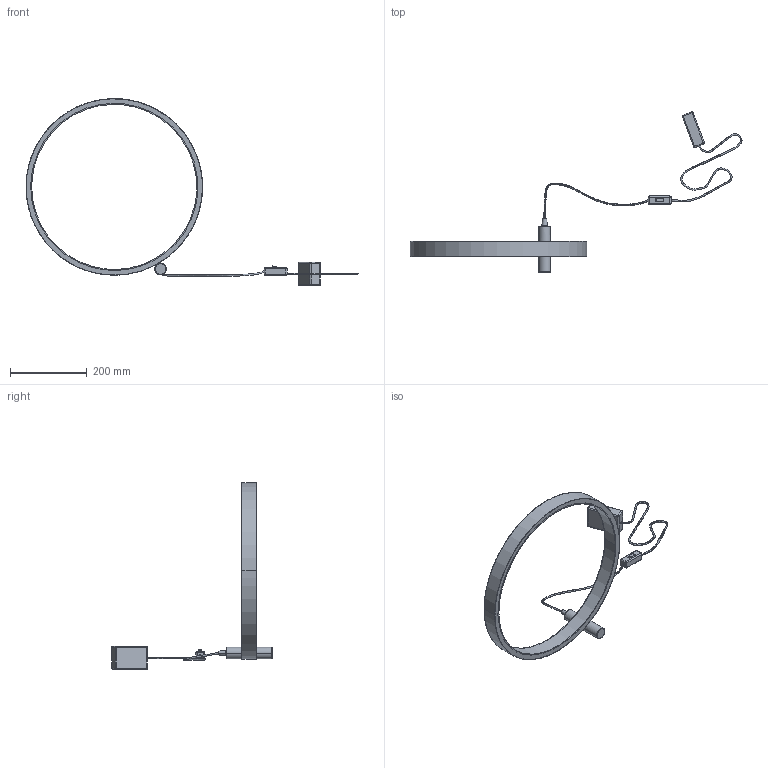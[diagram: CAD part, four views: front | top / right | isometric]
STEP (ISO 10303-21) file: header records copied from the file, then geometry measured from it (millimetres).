
FILE_DESCRIPTION(/* description */ (''),/* implementation_level */ '2;1');
FILE_NAME(/* name */ '7HREXO~Y',/* time_stamp */ '2017-10-16T17:33:21+02:00',/* author */ (''),/* organization */ (''),/* preprocessor_version */ 'ST-DEVELOPER v15',/* originating_system */ '',/* authorisation */ '');
FILE_SCHEMA (('AUTOMOTIVE_DESIGN'));
Length unit declared in the file: millimetre
Products named in the file (1): Document
Bounding box: 864.88 x 418.06 x 486.47 mm (x, y, z)
Volume: 1034026.2 mm3; surface area: 322214.1 mm2
Topology: 7 solids, 13 shells, 114 faces, 230 edges, 129 vertices
Faces by surface type: bspline 90, plane 24
Entity records: 8262 total; most frequent: CARTESIAN_POINT 6918, ORIENTED_EDGE 432, EDGE_CURVE 224, VERTEX_POINT 127, EDGE_LOOP 118, ADVANCED_FACE 114, FACE_OUTER_BOUND 114, B_SPLINE_CURVE_WITH_KNOTS 65
